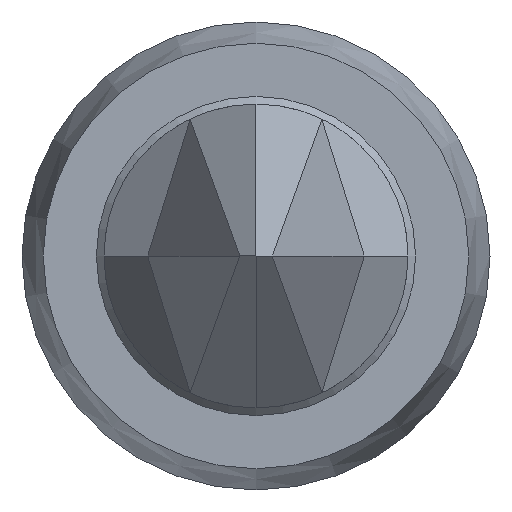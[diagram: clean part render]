
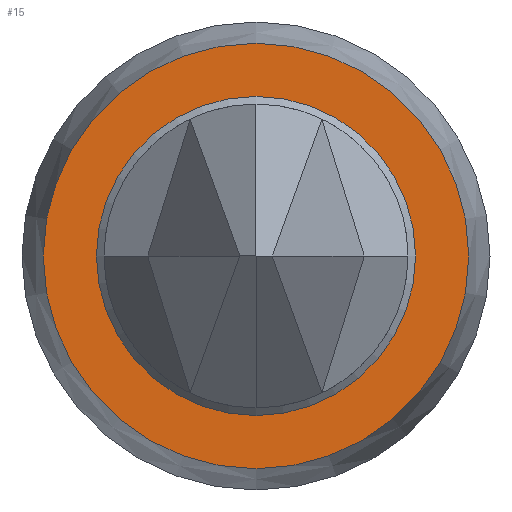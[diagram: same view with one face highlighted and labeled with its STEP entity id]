
A CAD part, left-side view. The second image highlights one B-rep face of the part: STEP entity #15.
In plain terms, the highlighted planar face has unit normal (-1, 0, 0).
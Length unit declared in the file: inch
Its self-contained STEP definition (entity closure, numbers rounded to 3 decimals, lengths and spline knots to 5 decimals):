
#3 = CARTESIAN_POINT ( 'NONE',  ( 0., 0., -0.014 ) ) ;
#15 = ADVANCED_FACE ( 'NONE', ( #275, #496 ), #723, .T. ) ;
#49 = EDGE_CURVE ( 'NONE', #218, #218, #614, .T. ) ;
#72 = CARTESIAN_POINT ( 'NONE',  ( 0., 0., 0.0105 ) ) ;
#90 = CARTESIAN_POINT ( 'NONE',  ( 0., 0., 0. ) ) ;
#218 = VERTEX_POINT ( 'NONE', #3 ) ;
#261 = CIRCLE ( 'NONE', #622, 0.0105 ) ;
#275 = FACE_BOUND ( 'NONE', #735, .T. ) ;
#280 = DIRECTION ( 'NONE',  ( -1., 0., 0. ) ) ;
#289 = CARTESIAN_POINT ( 'NONE',  ( 0., 0.014, 0. ) ) ;
#306 = DIRECTION ( 'NONE',  ( 0., 0., 1. ) ) ;
#332 = AXIS2_PLACEMENT_3D ( 'NONE', #90, #386, #820 ) ;
#386 = DIRECTION ( 'NONE',  ( 1., 0., 0. ) ) ;
#483 = ORIENTED_EDGE ( 'NONE', *, *, #802, .F. ) ;
#496 = FACE_OUTER_BOUND ( 'NONE', #710, .T. ) ;
#516 = DIRECTION ( 'NONE',  ( -1., 0., 0. ) ) ;
#614 = CIRCLE ( 'NONE', #332, 0.014 ) ;
#622 = AXIS2_PLACEMENT_3D ( 'NONE', #921, #280, #714 ) ;
#657 = VERTEX_POINT ( 'NONE', #72 ) ;
#710 = EDGE_LOOP ( 'NONE', ( #923 ) ) ;
#714 = DIRECTION ( 'NONE',  ( 0., 0., 1. ) ) ;
#723 = PLANE ( 'NONE',  #896 ) ;
#735 = EDGE_LOOP ( 'NONE', ( #483 ) ) ;
#802 = EDGE_CURVE ( 'NONE', #657, #657, #261, .T. ) ;
#820 = DIRECTION ( 'NONE',  ( 0., 0., -1. ) ) ;
#896 = AXIS2_PLACEMENT_3D ( 'NONE', #289, #516, #306 ) ;
#921 = CARTESIAN_POINT ( 'NONE',  ( 0., 0., 0. ) ) ;
#923 = ORIENTED_EDGE ( 'NONE', *, *, #49, .F. ) ;
